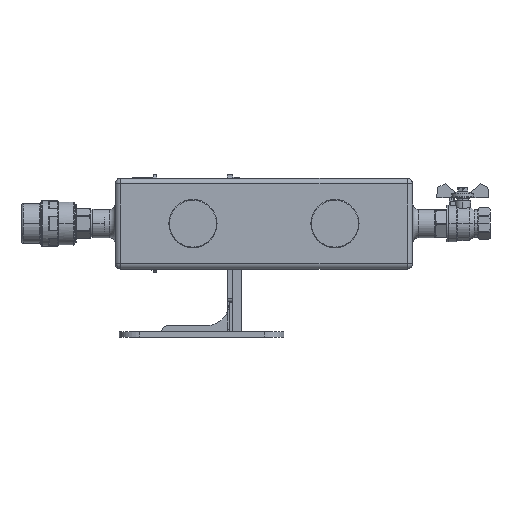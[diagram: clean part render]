
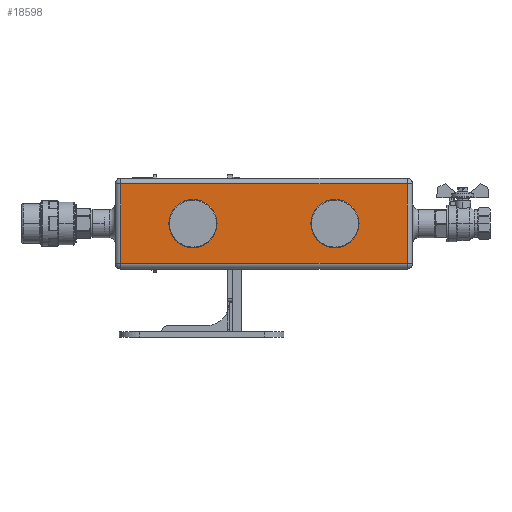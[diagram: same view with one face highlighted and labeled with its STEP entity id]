
A CAD part, left-side view. The second image highlights one B-rep face of the part: STEP entity #18598.
In plain terms, the highlighted planar face has unit normal (-1, 0, 0).
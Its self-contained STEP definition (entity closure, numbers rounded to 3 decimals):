
#535 = DIRECTION ( 'NONE',  ( -1., 0., 0. ) ) ;
#555 = DIRECTION ( 'NONE',  ( 0., 1., 0. ) ) ;
#738 = EDGE_CURVE ( 'NONE', #23183, #43434, #28339, .T. ) ;
#2263 = CARTESIAN_POINT ( 'NONE',  ( -40., 126., -35. ) ) ;
#3001 = CARTESIAN_POINT ( 'NONE',  ( -40., 126., 35. ) ) ;
#3111 = CARTESIAN_POINT ( 'NONE',  ( -40., -131., 40. ) ) ;
#4624 = CARTESIAN_POINT ( 'NONE',  ( -40., -131., 35. ) ) ;
#4975 = DIRECTION ( 'NONE',  ( -1., 0., 0. ) ) ;
#5111 = EDGE_CURVE ( 'NONE', #9493, #16110, #39765, .T. ) ;
#5182 = LINE ( 'NONE', #18312, #28845 ) ;
#5198 = DIRECTION ( 'NONE',  ( 0., 0., -1. ) ) ;
#6806 = ORIENTED_EDGE ( 'NONE', *, *, #18904, .F. ) ;
#6816 = DIRECTION ( 'NONE',  ( 0., 0., -1. ) ) ;
#7065 = VERTEX_POINT ( 'NONE', #2263 ) ;
#7234 = CARTESIAN_POINT ( 'NONE',  ( -40., -62.5, -21.2 ) ) ;
#7281 = EDGE_CURVE ( 'NONE', #43434, #22921, #48037, .T. ) ;
#8524 = VECTOR ( 'NONE', #555, 1000. ) ;
#8612 = AXIS2_PLACEMENT_3D ( 'NONE', #40298, #4975, #44056 ) ;
#9442 = EDGE_CURVE ( 'NONE', #22921, #7065, #44792, .T. ) ;
#9493 = VERTEX_POINT ( 'NONE', #45520 ) ;
#11076 = DIRECTION ( 'NONE',  ( 1., 0., 0. ) ) ;
#16110 = VERTEX_POINT ( 'NONE', #30493 ) ;
#16511 = CARTESIAN_POINT ( 'NONE',  ( -40., -126., -35. ) ) ;
#18312 = CARTESIAN_POINT ( 'NONE',  ( -40., -131., -35. ) ) ;
#18598 = ADVANCED_FACE ( 'NONE', ( #37740, #40212, #41429 ), #26168, .F. ) ;
#18904 = EDGE_CURVE ( 'NONE', #16110, #9493, #29847, .T. ) ;
#19180 = CIRCLE ( 'NONE', #26746, 21.2 ) ;
#19659 = ORIENTED_EDGE ( 'NONE', *, *, #7281, .T. ) ;
#19852 = CARTESIAN_POINT ( 'NONE',  ( -40., 62.5, 0. ) ) ;
#20378 = DIRECTION ( 'NONE',  ( 0., 0., -1. ) ) ;
#20489 = ORIENTED_EDGE ( 'NONE', *, *, #738, .T. ) ;
#21458 = DIRECTION ( 'NONE',  ( -1., 0., 0. ) ) ;
#21616 = CARTESIAN_POINT ( 'NONE',  ( -40., 62.5, 0. ) ) ;
#21623 = CARTESIAN_POINT ( 'NONE',  ( -40., -62.5, 0. ) ) ;
#21645 = VECTOR ( 'NONE', #48383, 1000. ) ;
#22921 = VERTEX_POINT ( 'NONE', #3001 ) ;
#23079 = AXIS2_PLACEMENT_3D ( 'NONE', #3111, #11076, #6816 ) ;
#23183 = VERTEX_POINT ( 'NONE', #16511 ) ;
#23627 = DIRECTION ( 'NONE',  ( 0., 0., 1. ) ) ;
#24864 = ORIENTED_EDGE ( 'NONE', *, *, #9442, .T. ) ;
#25033 = ORIENTED_EDGE ( 'NONE', *, *, #30605, .F. ) ;
#25663 = DIRECTION ( 'NONE',  ( 0., -1., 0. ) ) ;
#26006 = EDGE_LOOP ( 'NONE', ( #42384, #20489, #19659, #24864 ) ) ;
#26168 = PLANE ( 'NONE',  #23079 ) ;
#26746 = AXIS2_PLACEMENT_3D ( 'NONE', #21623, #48828, #5198 ) ;
#27713 = CARTESIAN_POINT ( 'NONE',  ( -40., -126., 40. ) ) ;
#28339 = LINE ( 'NONE', #27713, #36239 ) ;
#28607 = EDGE_LOOP ( 'NONE', ( #25033, #30707 ) ) ;
#28707 = CARTESIAN_POINT ( 'NONE',  ( -40., 126., 40. ) ) ;
#28845 = VECTOR ( 'NONE', #25663, 1000. ) ;
#29375 = VERTEX_POINT ( 'NONE', #7234 ) ;
#29847 = CIRCLE ( 'NONE', #34567, 21.2 ) ;
#30493 = CARTESIAN_POINT ( 'NONE',  ( -40., 62.5, -21.2 ) ) ;
#30605 = EDGE_CURVE ( 'NONE', #49120, #29375, #19180, .T. ) ;
#30707 = ORIENTED_EDGE ( 'NONE', *, *, #33879, .F. ) ;
#31912 = CARTESIAN_POINT ( 'NONE',  ( -40., -126., 35. ) ) ;
#33879 = EDGE_CURVE ( 'NONE', #29375, #49120, #48683, .T. ) ;
#34567 = AXIS2_PLACEMENT_3D ( 'NONE', #21616, #21458, #48647 ) ;
#36239 = VECTOR ( 'NONE', #23627, 1000. ) ;
#37740 = FACE_OUTER_BOUND ( 'NONE', #26006, .T. ) ;
#39391 = ORIENTED_EDGE ( 'NONE', *, *, #5111, .F. ) ;
#39765 = CIRCLE ( 'NONE', #40737, 21.2 ) ;
#40212 = FACE_BOUND ( 'NONE', #28607, .T. ) ;
#40298 = CARTESIAN_POINT ( 'NONE',  ( -40., -62.5, 0. ) ) ;
#40737 = AXIS2_PLACEMENT_3D ( 'NONE', #19852, #535, #20378 ) ;
#41429 = FACE_BOUND ( 'NONE', #44050, .T. ) ;
#41763 = CARTESIAN_POINT ( 'NONE',  ( -40., -62.5, 21.2 ) ) ;
#42384 = ORIENTED_EDGE ( 'NONE', *, *, #45247, .T. ) ;
#43434 = VERTEX_POINT ( 'NONE', #31912 ) ;
#44050 = EDGE_LOOP ( 'NONE', ( #39391, #6806 ) ) ;
#44056 = DIRECTION ( 'NONE',  ( 0., 0., -1. ) ) ;
#44792 = LINE ( 'NONE', #28707, #21645 ) ;
#45247 = EDGE_CURVE ( 'NONE', #7065, #23183, #5182, .T. ) ;
#45520 = CARTESIAN_POINT ( 'NONE',  ( -40., 62.5, 21.2 ) ) ;
#48037 = LINE ( 'NONE', #4624, #8524 ) ;
#48383 = DIRECTION ( 'NONE',  ( 0., 0., -1. ) ) ;
#48647 = DIRECTION ( 'NONE',  ( 0., 0., -1. ) ) ;
#48683 = CIRCLE ( 'NONE', #8612, 21.2 ) ;
#48828 = DIRECTION ( 'NONE',  ( -1., 0., 0. ) ) ;
#49120 = VERTEX_POINT ( 'NONE', #41763 ) ;
